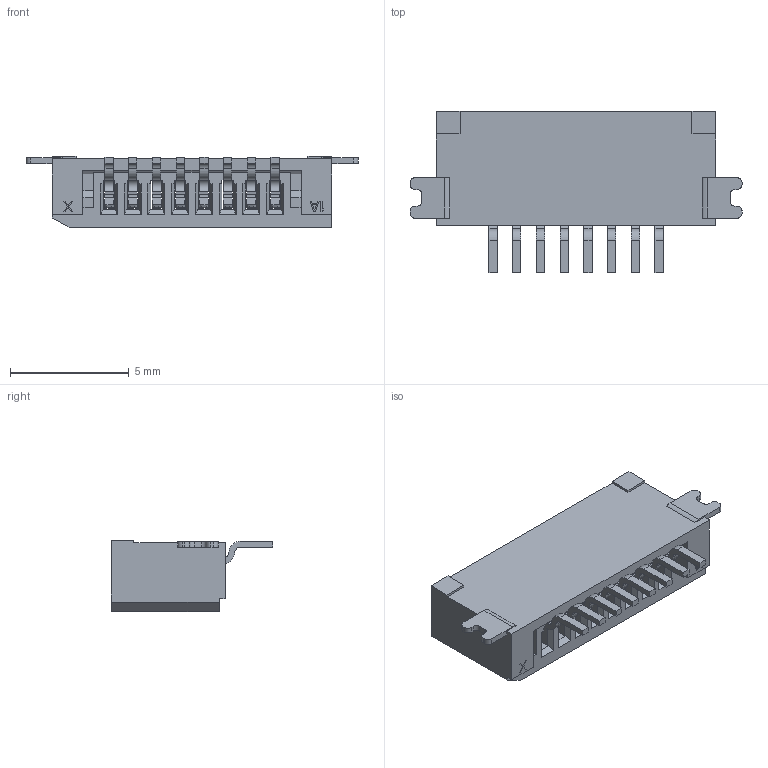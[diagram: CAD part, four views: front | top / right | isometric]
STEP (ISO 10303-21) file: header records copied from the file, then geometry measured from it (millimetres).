
FILE_DESCRIPTION (( 'STEP AP214' ), '1' );
FILE_NAME ('F519-1A7A1-11008-E200.STEP', '2021-01-05T09:52:38', ( '' ), ( '' ), 'SwSTEP 2.0', 'SolidWorks 2020', '' );
FILE_SCHEMA (( 'AUTOMOTIVE_DESIGN' ));
Length unit declared in the file: millimetre
Products named in the file (1): F519-1A7A1-11008-E200
Bounding box: 14 x 6.8 x 3 mm (x, y, z)
Volume: 127.1 mm3; surface area: 428.7 mm2
Topology: 1 solids, 3 shells, 742 faces, 2007 edges, 1299 vertices
Faces by surface type: plane 473, cylinder 173, torus 48, bspline 48
Entity records: 26038 total; most frequent: CARTESIAN_POINT 7600, ORIENTED_EDGE 4014, DIRECTION 3550, EDGE_CURVE 2007, VECTOR 1408, LINE 1408, VERTEX_POINT 1299, AXIS2_PLACEMENT_3D 1071
